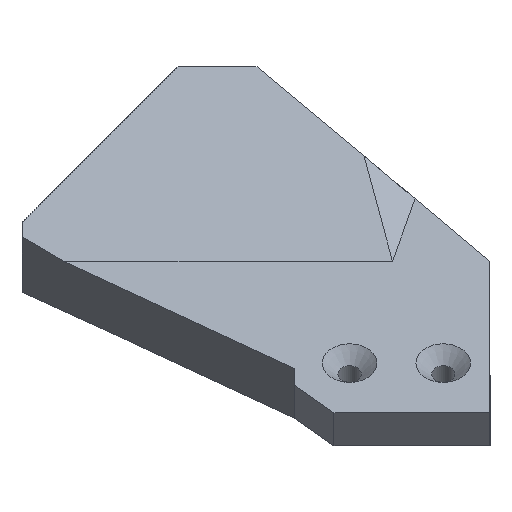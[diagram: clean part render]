
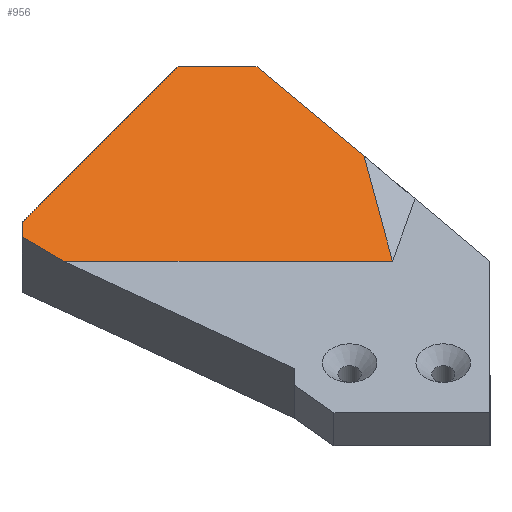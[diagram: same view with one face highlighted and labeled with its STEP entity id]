
A CAD part, left-side view. The second image highlights one B-rep face of the part: STEP entity #956.
In plain terms, the highlighted planar face has unit normal (-0.859, 0, 0.511).
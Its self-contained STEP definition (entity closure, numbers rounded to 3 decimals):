
#106=FACE_OUTER_BOUND('',#166,.T.);
#166=EDGE_LOOP('',(#749,#750,#751,#752,#753,#754,#755));
#223=LINE('',#1365,#324);
#230=LINE('',#1378,#331);
#249=LINE('',#1512,#350);
#262=LINE('',#1733,#363);
#263=LINE('',#1734,#364);
#264=LINE('',#1736,#365);
#265=LINE('',#1737,#366);
#324=VECTOR('',#1102,10.);
#331=VECTOR('',#1111,10.);
#350=VECTOR('',#1150,10.);
#363=VECTOR('',#1189,10.);
#364=VECTOR('',#1190,10.);
#365=VECTOR('',#1191,10.);
#366=VECTOR('',#1192,10.);
#422=VERTEX_POINT('',#1362);
#423=VERTEX_POINT('',#1364);
#428=VERTEX_POINT('',#1376);
#444=VERTEX_POINT('',#1510);
#445=VERTEX_POINT('',#1511);
#464=VERTEX_POINT('',#1732);
#465=VERTEX_POINT('',#1735);
#513=EDGE_CURVE('',#422,#423,#223,.T.);
#520=EDGE_CURVE('',#428,#422,#230,.T.);
#544=EDGE_CURVE('',#444,#445,#249,.T.);
#569=EDGE_CURVE('',#464,#428,#262,.T.);
#570=EDGE_CURVE('',#445,#464,#263,.T.);
#571=EDGE_CURVE('',#465,#444,#264,.T.);
#572=EDGE_CURVE('',#423,#465,#265,.T.);
#749=ORIENTED_EDGE('',*,*,#520,.F.);
#750=ORIENTED_EDGE('',*,*,#569,.F.);
#751=ORIENTED_EDGE('',*,*,#570,.F.);
#752=ORIENTED_EDGE('',*,*,#544,.F.);
#753=ORIENTED_EDGE('',*,*,#571,.F.);
#754=ORIENTED_EDGE('',*,*,#572,.F.);
#755=ORIENTED_EDGE('',*,*,#513,.F.);
#916=PLANE('',#1027);
#956=ADVANCED_FACE('',(#106),#916,.F.);
#1027=AXIS2_PLACEMENT_3D('',#1731,#1187,#1188);
#1102=DIRECTION('',(0.511,0.,0.859));
#1111=DIRECTION('',(0.287,0.828,0.482));
#1150=DIRECTION('',(-0.356,-0.718,-0.598));
#1187=DIRECTION('center_axis',(0.859,0.,-0.511));
#1188=DIRECTION('ref_axis',(-0.511,0.,-0.859));
#1189=DIRECTION('',(0.,1.,0.));
#1190=DIRECTION('',(-0.498,-0.226,-0.837));
#1191=DIRECTION('',(0.,-1.,0.));
#1192=DIRECTION('',(0.388,-0.652,0.652));
#1362=CARTESIAN_POINT('',(-28.216,60.,9.116));
#1364=CARTESIAN_POINT('',(-27.095,60.,11.));
#1365=CARTESIAN_POINT('',(-21.081,60.,21.107));
#1376=CARTESIAN_POINT('',(-30.071,54.652,6.));
#1378=CARTESIAN_POINT('',(-33.605,44.457,0.06));
#1510=CARTESIAN_POINT('',(-15.193,30.,31.));
#1511=CARTESIAN_POINT('',(-22.071,16.132,19.443));
#1512=CARTESIAN_POINT('',(-17.471,25.407,27.173));
#1731=CARTESIAN_POINT('Origin',(-15.071,25.,31.207));
#1732=CARTESIAN_POINT('',(-30.071,12.496,6.));
#1733=CARTESIAN_POINT('',(-30.071,0.,6.));
#1734=CARTESIAN_POINT('',(-15.74,19.009,30.081));
#1735=CARTESIAN_POINT('',(-15.193,40.,31.));
#1736=CARTESIAN_POINT('',(-15.193,42.5,31.));
#1737=CARTESIAN_POINT('',(-13.915,37.852,33.148));
